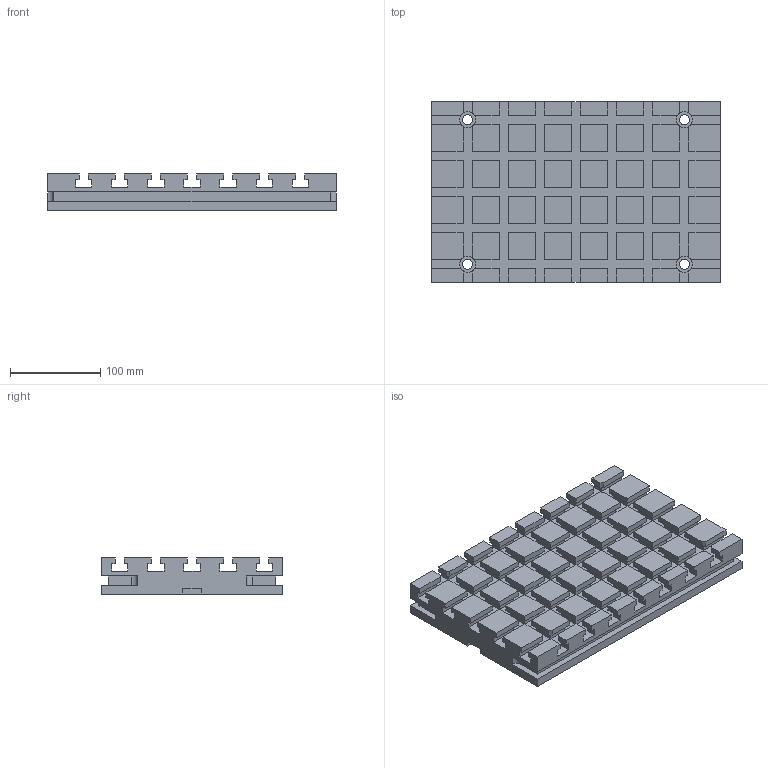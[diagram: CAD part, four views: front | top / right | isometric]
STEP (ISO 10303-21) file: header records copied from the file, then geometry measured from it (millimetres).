
FILE_DESCRIPTION(('STEP AP214'),'1');
FILE_NAME(' ',' ',('TraceParts'),('TraceParts S.A.'),'XStep 1.0',' ',' ');
FILE_SCHEMA(('automotive_design'));
Length unit declared in the file: millimetre
Products named in the file (1): 1
Bounding box: 320 x 200 x 40 mm (x, y, z)
Volume: 1944835.8 mm3; surface area: 271092 mm2
Topology: 1 solids, 1 shells, 493 faces, 1314 edges, 876 vertices
Faces by surface type: plane 455, cylinder 38
Entity records: 30018 total; most frequent: STYLED_ITEM 2684, PRESENTATION_STYLE_ASSIGNMENT 2684, CARTESIAN_POINT 2684, COLOUR_RGB 2684, ORIENTED_EDGE 2628, DIRECTION 2378, EDGE_CURVE 1314, CURVE_STYLE 1314
